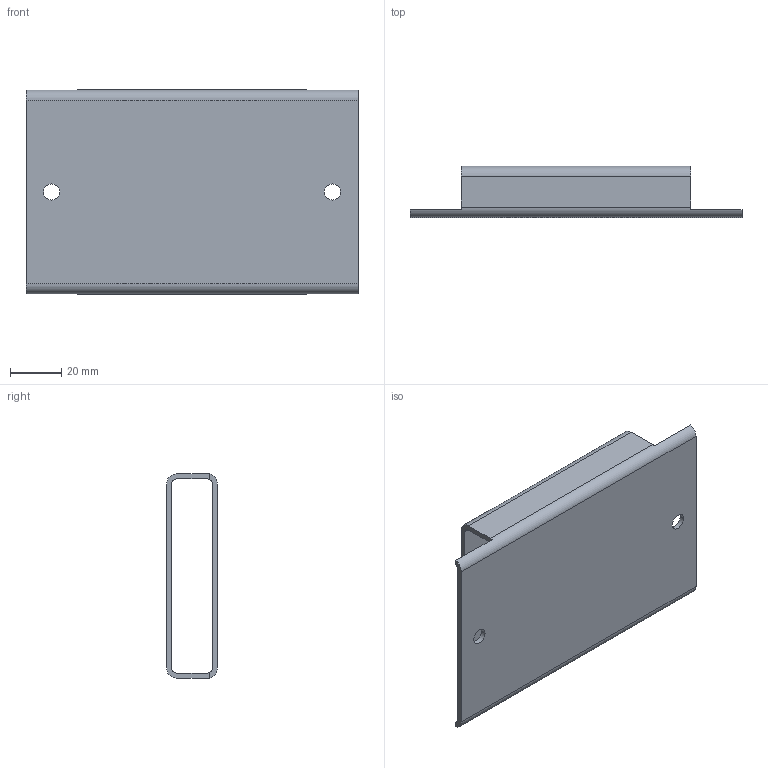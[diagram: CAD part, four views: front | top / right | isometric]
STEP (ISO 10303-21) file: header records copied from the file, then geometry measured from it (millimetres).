
FILE_DESCRIPTION((''),'2;1');
FILE_NAME('DM_04C2N0_CODETRAEGER_OIT','2018-12-19T',('azeilfelde'),(''),'PRO/ENGINEER BY PARAMETRIC TECHNOLOGY CORPORATION, 2015440','PRO/ENGINEER BY PARAMETRIC TECHNOLOGY CORPORATION, 2015440','');
FILE_SCHEMA(('CONFIG_CONTROL_DESIGN'));
Length unit declared in the file: millimetre
Products named in the file (1): DM_04C2N0_CODETRAEGER_OIT
Bounding box: 130 x 20 x 80 mm (x, y, z)
Volume: 39858.6 mm3; surface area: 40855.4 mm2
Topology: 1 solids, 1 shells, 28 faces, 84 edges, 56 vertices
Faces by surface type: plane 16, cylinder 12
Entity records: 1042 total; most frequent: DIRECTION 172, CARTESIAN_POINT 168, ORIENTED_EDGE 168, EDGE_CURVE 84, AXIS2_PLACEMENT_3D 60, VERTEX_POINT 56, VECTOR 52, LINE 52
